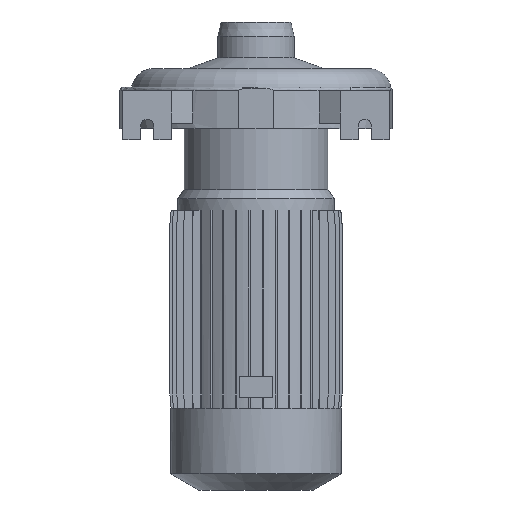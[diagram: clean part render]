
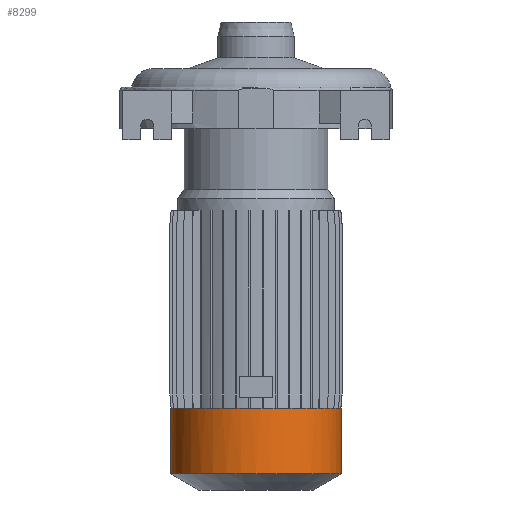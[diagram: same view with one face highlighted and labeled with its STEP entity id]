
A CAD part, front view. The second image highlights one B-rep face of the part: STEP entity #8299.
In plain terms, the highlighted cylindrical face has radius 78.5 mm (diameter 157 mm), a partial arc.
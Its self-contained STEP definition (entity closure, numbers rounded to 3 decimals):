
#349 = DIRECTION ( 'NONE',  ( 0., 0., 1. ) ) ;
#403 = ORIENTED_EDGE ( 'NONE', *, *, #11284, .F. ) ;
#467 = CARTESIAN_POINT ( 'NONE',  ( 0., 0., 63. ) ) ;
#741 = VERTEX_POINT ( 'NONE', #2112 ) ;
#1158 = DIRECTION ( 'NONE',  ( 1., 0., 0. ) ) ;
#1466 = AXIS2_PLACEMENT_3D ( 'NONE', #11683, #5967, #1158 ) ;
#1795 = ORIENTED_EDGE ( 'NONE', *, *, #6741, .T. ) ;
#1939 = ORIENTED_EDGE ( 'NONE', *, *, #8442, .T. ) ;
#2112 = CARTESIAN_POINT ( 'NONE',  ( -78.5, 0., -292. ) ) ;
#2670 = LINE ( 'NONE', #7401, #9186 ) ;
#2780 = CARTESIAN_POINT ( 'NONE',  ( 78.5, 0., -292. ) ) ;
#2871 = CARTESIAN_POINT ( 'NONE',  ( 0., 0., -292. ) ) ;
#3080 = AXIS2_PLACEMENT_3D ( 'NONE', #467, #349, #11877 ) ;
#3915 = VECTOR ( 'NONE', #7911, 1000. ) ;
#4277 = CARTESIAN_POINT ( 'NONE',  ( -78.5, 0., -352. ) ) ;
#4950 = EDGE_CURVE ( 'NONE', #741, #9492, #7414, .T. ) ;
#5541 = ORIENTED_EDGE ( 'NONE', *, *, #4950, .F. ) ;
#5876 = DIRECTION ( 'NONE',  ( 1., 0., 0. ) ) ;
#5967 = DIRECTION ( 'NONE',  ( 0., 0., 1. ) ) ;
#6037 = AXIS2_PLACEMENT_3D ( 'NONE', #2871, #10583, #5876 ) ;
#6471 = DIRECTION ( 'NONE',  ( 0., 0., 1. ) ) ;
#6741 = EDGE_CURVE ( 'NONE', #11307, #9492, #2670, .T. ) ;
#7401 = CARTESIAN_POINT ( 'NONE',  ( 78.5, 0., 63. ) ) ;
#7414 = CIRCLE ( 'NONE', #6037, 78.5 ) ;
#7911 = DIRECTION ( 'NONE',  ( 0., 0., 1. ) ) ;
#8081 = CYLINDRICAL_SURFACE ( 'NONE', #3080, 78.5 ) ;
#8299 = ADVANCED_FACE ( 'NONE', ( #10935 ), #8081, .T. ) ;
#8391 = CARTESIAN_POINT ( 'NONE',  ( 78.5, 0., -352. ) ) ;
#8442 = EDGE_CURVE ( 'NONE', #9732, #11307, #11623, .T. ) ;
#8903 = CARTESIAN_POINT ( 'NONE',  ( -78.5, 0., 63. ) ) ;
#9186 = VECTOR ( 'NONE', #6471, 1000. ) ;
#9492 = VERTEX_POINT ( 'NONE', #2780 ) ;
#9732 = VERTEX_POINT ( 'NONE', #4277 ) ;
#10583 = DIRECTION ( 'NONE',  ( 0., 0., 1. ) ) ;
#10887 = LINE ( 'NONE', #8903, #3915 ) ;
#10935 = FACE_OUTER_BOUND ( 'NONE', #11185, .T. ) ;
#11185 = EDGE_LOOP ( 'NONE', ( #403, #1939, #1795, #5541 ) ) ;
#11284 = EDGE_CURVE ( 'NONE', #9732, #741, #10887, .T. ) ;
#11307 = VERTEX_POINT ( 'NONE', #8391 ) ;
#11623 = CIRCLE ( 'NONE', #1466, 78.5 ) ;
#11683 = CARTESIAN_POINT ( 'NONE',  ( 0., 0., -352. ) ) ;
#11877 = DIRECTION ( 'NONE',  ( 1., 0., 0. ) ) ;
